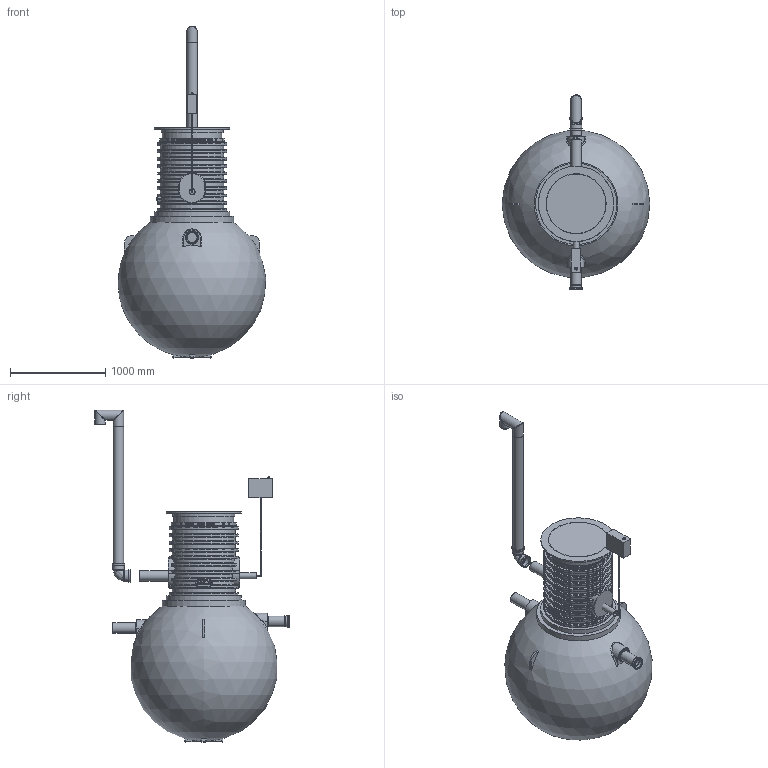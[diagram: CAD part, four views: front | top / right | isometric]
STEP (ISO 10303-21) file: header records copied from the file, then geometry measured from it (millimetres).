
FILE_DESCRIPTION(/* description */ ('Unknown'),/* implementation_level */ '2;1');
FILE_NAME(/* name */ 'Rasvaeraldaja NS4 Estris',/* time_stamp */ '2023-04-11T14:07:46+03:00',/* author */ ('Unknown'),/* organization */ ('Unknown'),/* preprocessor_version */ 'ST-DEVELOPER v18.1',/* originating_system */ 'Solid Edge',/* authorisation */ 'Unknown');
FILE_SCHEMA (('AUTOMOTIVE_DESIGN {1 0 10303 214 3 1 1}'));
Length unit declared in the file: millimetre
Products named in the file (27): Rasvaeraldaja NS4 Estris; 1550pall_oa_0; Läbiviigutihend DN100; PVC Kaksikmuhv d110; muhvtoru_110_T16545; Polv D110; 2697.001 tihend teeninduskaevule 670_var2; D110 kolmik; RoundTubing 110x6.6_oa_1; RoundTubing 110x6.6_oa_2; Malmluuk_D600_(Ginmika); Malmluugi_korpus_D600_(Ginmika); Malmluugi_kaan_D600_(Ginmika); 2703.001_21807; 2693.001_var3_oa_3; RoundTubing 110x6.6_oa_4; RoundTubing 63x4.7_oa_5; PE_vent_malm_L=1500; PVC_polv_110; PE venttoru DN100 L=1500; Rotoventiots; Polv 110-45 PVC; Ujuk_oa_6; Ujuk_oa_7; Ujuk_oa_8; RoundTubing 25x2.3_oa_9; elektrikarp loikefotole
Assembly tree (27 placements, depth 3):
  Rasvaeraldaja NS4 Estris
    1550pall_oa_0
    Läbiviigutihend DN100  x2
    PVC Kaksikmuhv d110
    muhvtoru_110_T16545
    Polv D110
    2697.001 tihend teeninduskaevule 670_var2
    D110 kolmik
    RoundTubing 110x6.6_oa_1
    RoundTubing 110x6.6_oa_2
    Malmluuk_D600_(Ginmika)
      Malmluugi_korpus_D600_(Ginmika)
      Malmluugi_kaan_D600_(Ginmika)
    2703.001_21807
    2693.001_var3_oa_3
    RoundTubing 110x6.6_oa_4
    RoundTubing 63x4.7_oa_5
    PE_vent_malm_L=1500
      PVC_polv_110
      PE venttoru DN100 L=1500
      Rotoventiots
    Polv 110-45 PVC
    Ujuk_oa_6
    Ujuk_oa_7
    Ujuk_oa_8
    RoundTubing 25x2.3_oa_9
    elektrikarp loikefotole
Bounding box: 1547.71 x 2034.73 x 3480.81 mm (x, y, z)
Volume: 143415939.4 mm3; surface area: 28651681.3 mm2
Topology: 27 solids, 27 shells, 741 faces, 1742 edges, 1127 vertices
Faces by surface type: plane 287, cylinder 258, torus 127, bspline 44, cone 22, sphere 3
Full cylindrical faces by diameter (mm): 8.5 x3, 10 x31, 20 x1, 20.4 x1, 25 x1, 53.6 x1, 63 x1, 95 x2, 96.8 x3, 98 x2, 100 x4, 103.2 x3, 104 x1, 105 x2, 110 x34, 114.605 x1, 115 x1, 116 x10, 120 x3, 122 x1, 125 x1, 128 x3, 129.59 x1, 130 x6, 132 x1, 142 x4, 590 x1, 595 x1, 615 x1, 625 x2
Entity records: 23641 total; most frequent: CARTESIAN_POINT 7803, DIRECTION 3185, ORIENTED_EDGE 2710, AXIS2_PLACEMENT_3D 1413, EDGE_CURVE 1355, EDGE_LOOP 1154, FACE_BOUND 1154, VERTEX_POINT 1009
